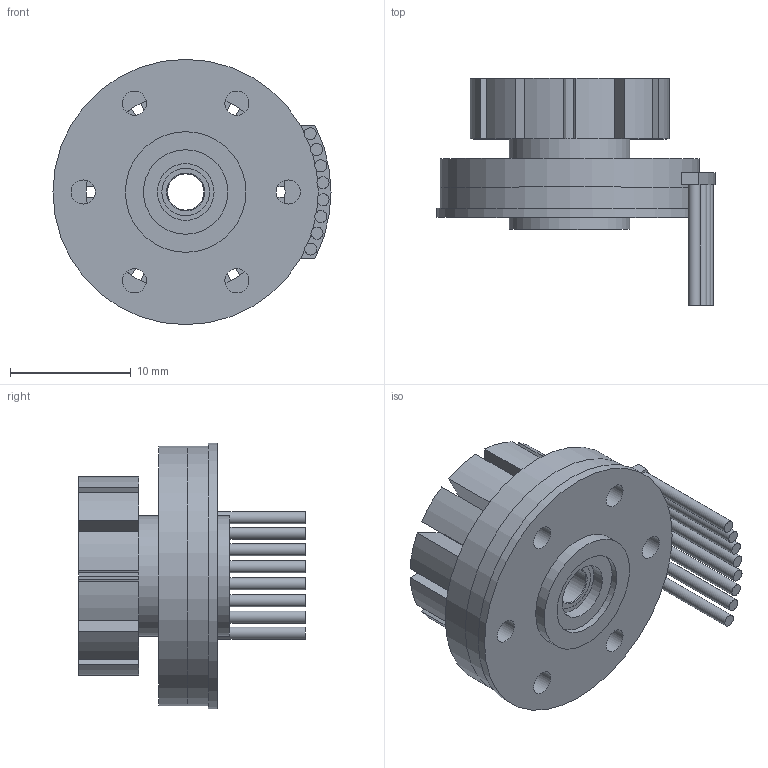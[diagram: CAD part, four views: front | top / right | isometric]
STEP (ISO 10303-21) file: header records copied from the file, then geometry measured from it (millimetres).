
FILE_DESCRIPTION(('HOOPS Exchange Step'),'2;1');
FILE_NAME('temp_export','2022-12-07T16:21:15-06:00',('jonat'),('Shapr3D Limited'),'HOOPS Exchange 2022.0','Shapr3D','Authorized');
FILE_SCHEMA( ('AUTOMOTIVE_DESIGN { 1 0 10303 214 1 1 1 1 }') );
Length unit declared in the file: millimetre
Products named in the file (3): Wires; boca_SMR73C_ZZ_7_LD.stp; Stator
Assembly tree (2 placements, depth 2):
  Stator
    Wires
    boca_SMR73C_ZZ_7_LD.stp
Bounding box: 23.05 x 18.8 x 22 mm (x, y, z)
Volume: 2216.8 mm3; surface area: 3787.1 mm2
Topology: 21 solids, 22 shells, 154 faces, 373 edges, 260 vertices
Faces by surface type: cylinder 71, plane 67, torus 7, sphere 7, cone 2
Full cylindrical faces by diameter (mm): 0.6 x8, 1 x8, 2 x6, 3 x1, 3.95 x4, 4.7 x1, 5.92 x1, 6.05 x4, 7 x4, 10 x3, 16.5 x1, 21.5 x2, 22 x1
Entity records: 5124 total; most frequent: CARTESIAN_POINT 1112, DIRECTION 867, ORIENTED_EDGE 718, EDGE_CURVE 359, AXIS2_PLACEMENT_3D 358, VERTEX_POINT 260, EDGE_LOOP 205, FACE_BOUND 205
